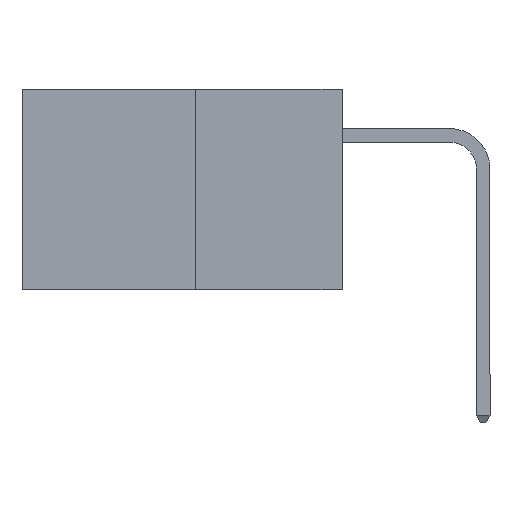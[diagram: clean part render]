
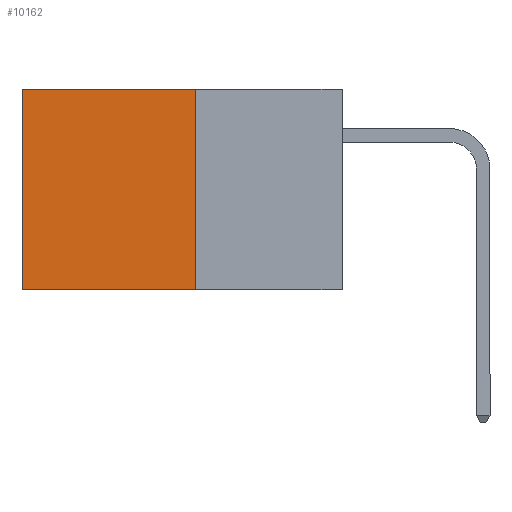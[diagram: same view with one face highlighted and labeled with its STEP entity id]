
A CAD part, left-side view. The second image highlights one B-rep face of the part: STEP entity #10162.
In plain terms, the highlighted planar face has unit normal (-1, 0, 0).
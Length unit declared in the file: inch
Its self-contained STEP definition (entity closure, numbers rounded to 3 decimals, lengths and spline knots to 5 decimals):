
#424 = VERTEX_POINT ( 'NONE', #1259 ) ;
#1259 = CARTESIAN_POINT ( 'NONE',  ( 0.277, 0.27, 0. ) ) ;
#1794 = ORIENTED_EDGE ( 'NONE', *, *, #10089, .F. ) ;
#2419 = FACE_OUTER_BOUND ( 'NONE', #21523, .T. ) ;
#3450 = CARTESIAN_POINT ( 'NONE',  ( 0.277, 0.59, 0. ) ) ;
#3878 = VERTEX_POINT ( 'NONE', #9296 ) ;
#5227 = CARTESIAN_POINT ( 'NONE',  ( 0.277, 0.59, -0.37 ) ) ;
#5627 = ORIENTED_EDGE ( 'NONE', *, *, #21512, .F. ) ;
#9296 = CARTESIAN_POINT ( 'NONE',  ( 0.277, 0.59, -0.37 ) ) ;
#10089 = EDGE_CURVE ( 'NONE', #424, #20432, #28676, .T. ) ;
#10162 = ADVANCED_FACE ( 'NONE', ( #2419 ), #10818, .F. ) ;
#10397 = CARTESIAN_POINT ( 'NONE',  ( 0.277, 0.27, 0. ) ) ;
#10818 = PLANE ( 'NONE',  #20793 ) ;
#12799 = EDGE_CURVE ( 'NONE', #424, #26728, #28237, .T. ) ;
#13084 = DIRECTION ( 'NONE',  ( 0., 0., -1. ) ) ;
#15053 = LINE ( 'NONE', #5227, #26425 ) ;
#15287 = DIRECTION ( 'NONE',  ( 0., 1., 0. ) ) ;
#16029 = VECTOR ( 'NONE', #24199, 39.37008 ) ;
#16677 = ORIENTED_EDGE ( 'NONE', *, *, #12799, .T. ) ;
#16860 = EDGE_CURVE ( 'NONE', #26728, #3878, #15053, .T. ) ;
#18867 = DIRECTION ( 'NONE',  ( 0., 0., -1. ) ) ;
#19710 = CARTESIAN_POINT ( 'NONE',  ( 0.277, 0.27, -0.37 ) ) ;
#19919 = CARTESIAN_POINT ( 'NONE',  ( 0.277, 0.27, -0.37 ) ) ;
#20432 = VERTEX_POINT ( 'NONE', #22448 ) ;
#20793 = AXIS2_PLACEMENT_3D ( 'NONE', #19919, #26671, #13084 ) ;
#21512 = EDGE_CURVE ( 'NONE', #20432, #3878, #21635, .T. ) ;
#21523 = EDGE_LOOP ( 'NONE', ( #29019, #5627, #1794, #16677 ) ) ;
#21612 = VECTOR ( 'NONE', #26252, 39.37008 ) ;
#21635 = LINE ( 'NONE', #28756, #27606 ) ;
#22448 = CARTESIAN_POINT ( 'NONE',  ( 0.277, 0.27, -0.37 ) ) ;
#24199 = DIRECTION ( 'NONE',  ( 0., 0., -1. ) ) ;
#26252 = DIRECTION ( 'NONE',  ( 0., 1., 0. ) ) ;
#26425 = VECTOR ( 'NONE', #18867, 39.37008 ) ;
#26671 = DIRECTION ( 'NONE',  ( 1., 0., 0. ) ) ;
#26728 = VERTEX_POINT ( 'NONE', #3450 ) ;
#27606 = VECTOR ( 'NONE', #15287, 39.37008 ) ;
#28237 = LINE ( 'NONE', #10397, #21612 ) ;
#28676 = LINE ( 'NONE', #19710, #16029 ) ;
#28756 = CARTESIAN_POINT ( 'NONE',  ( 0.277, 0.27, -0.37 ) ) ;
#29019 = ORIENTED_EDGE ( 'NONE', *, *, #16860, .T. ) ;
